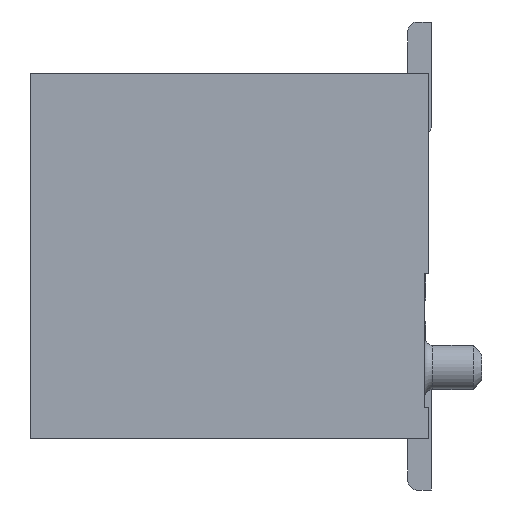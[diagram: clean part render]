
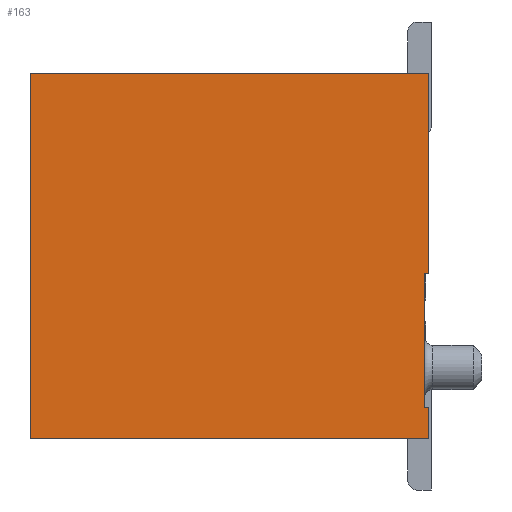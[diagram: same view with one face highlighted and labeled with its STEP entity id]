
A CAD part, left-side view. The second image highlights one B-rep face of the part: STEP entity #163.
In plain terms, the highlighted planar face has unit normal (-1, 0, 0).
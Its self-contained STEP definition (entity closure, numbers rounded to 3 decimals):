
#45=CARTESIAN_POINT('',(0.,0.6,0.));
#46=VERTEX_POINT('',#45);
#53=CARTESIAN_POINT('',(0.,0.6,-2.25));
#54=VERTEX_POINT('',#53);
#55=CARTESIAN_POINT('',(0.,0.6,0.));
#56=DIRECTION('',(0.,0.,-1.));
#57=VECTOR('',#56,2.25);
#58=LINE('',#55,#57);
#59=EDGE_CURVE('',#46,#54,#58,.T.);
#101=CARTESIAN_POINT('',(0.,0.6,-4.1));
#102=DIRECTION('',(0.,0.,1.));
#103=DIRECTION('',(-1.,0.,0.));
#104=AXIS2_PLACEMENT_3D('',#101,#103,#102);
#105=PLANE('',#104);
#106=CARTESIAN_POINT('',(0.,0.65,-2.25));
#107=VERTEX_POINT('',#106);
#108=CARTESIAN_POINT('',(0.,0.65,-2.25));
#109=DIRECTION('',(0.,-1.,0.));
#110=VECTOR('',#109,0.05);
#111=LINE('',#108,#110);
#112=EDGE_CURVE('',#107,#54,#111,.T.);
#113=ORIENTED_EDGE('',*,*,#112,.T.);
#114=ORIENTED_EDGE('',*,*,#59,.F.);
#115=CARTESIAN_POINT('',(0.,5.07,0.));
#116=VERTEX_POINT('',#115);
#117=CARTESIAN_POINT('',(0.,0.6,0.));
#118=DIRECTION('',(0.,1.,0.));
#119=VECTOR('',#118,4.47);
#120=LINE('',#117,#119);
#121=EDGE_CURVE('',#46,#116,#120,.T.);
#122=ORIENTED_EDGE('',*,*,#121,.T.);
#123=CARTESIAN_POINT('',(0.,5.07,-4.1));
#124=VERTEX_POINT('',#123);
#125=CARTESIAN_POINT('',(0.,5.07,0.));
#126=DIRECTION('',(0.,0.,-1.));
#127=VECTOR('',#126,4.1);
#128=LINE('',#125,#127);
#129=EDGE_CURVE('',#116,#124,#128,.T.);
#130=ORIENTED_EDGE('',*,*,#129,.T.);
#131=CARTESIAN_POINT('',(0.,0.6,-4.1));
#132=VERTEX_POINT('',#131);
#133=CARTESIAN_POINT('',(0.,5.07,-4.1));
#134=DIRECTION('',(0.,-1.,0.));
#135=VECTOR('',#134,4.47);
#136=LINE('',#133,#135);
#137=EDGE_CURVE('',#124,#132,#136,.T.);
#138=ORIENTED_EDGE('',*,*,#137,.T.);
#139=CARTESIAN_POINT('',(0.,0.6,-3.75));
#140=VERTEX_POINT('',#139);
#141=CARTESIAN_POINT('',(0.,0.6,-4.1));
#142=DIRECTION('',(0.,0.,1.));
#143=VECTOR('',#142,0.35);
#144=LINE('',#141,#143);
#145=EDGE_CURVE('',#132,#140,#144,.T.);
#146=ORIENTED_EDGE('',*,*,#145,.T.);
#147=CARTESIAN_POINT('',(0.,0.65,-3.75));
#148=VERTEX_POINT('',#147);
#149=CARTESIAN_POINT('',(0.,0.6,-3.75));
#150=DIRECTION('',(0.,1.,0.));
#151=VECTOR('',#150,0.05);
#152=LINE('',#149,#151);
#153=EDGE_CURVE('',#140,#148,#152,.T.);
#154=ORIENTED_EDGE('',*,*,#153,.T.);
#155=CARTESIAN_POINT('',(0.,0.65,-3.75));
#156=DIRECTION('',(0.,0.,1.));
#157=VECTOR('',#156,1.5);
#158=LINE('',#155,#157);
#159=EDGE_CURVE('',#148,#107,#158,.T.);
#160=ORIENTED_EDGE('',*,*,#159,.T.);
#161=EDGE_LOOP('',(#113,#114,#122,#130,#138,#146,#154,#160));
#162=FACE_OUTER_BOUND('',#161,.T.);
#163=ADVANCED_FACE('',(#162),#105,.T.);
